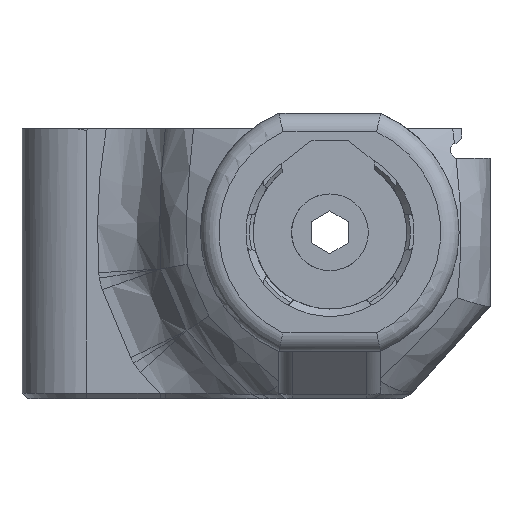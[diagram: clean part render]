
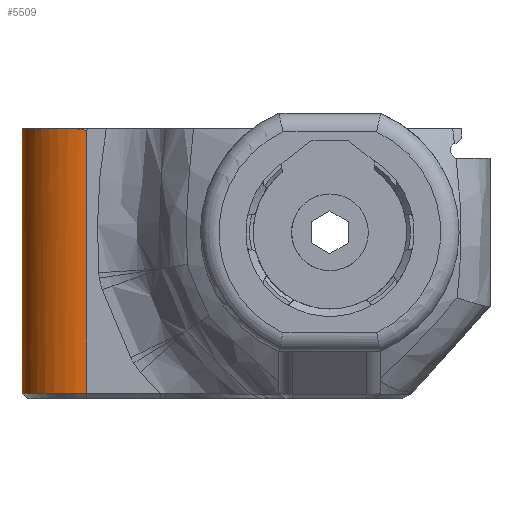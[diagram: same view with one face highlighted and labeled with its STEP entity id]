
A CAD part, front view. The second image highlights one B-rep face of the part: STEP entity #5509.
In plain terms, the highlighted cylindrical face has radius 3.5 mm (diameter 7 mm), a partial arc.
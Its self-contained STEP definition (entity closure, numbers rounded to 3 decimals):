
#407=ELLIPSE('',#5869,3.569,3.5);
#413=CIRCLE('',#5696,3.5);
#451=CIRCLE('',#5789,3.5);
#619=CYLINDRICAL_SURFACE('',#5868,3.5);
#826=FACE_OUTER_BOUND('',#1163,.T.);
#1163=EDGE_LOOP('',(#4373,#4374,#4375,#4376,#4377));
#1600=LINE('',#9534,#2001);
#1605=LINE('',#9961,#2006);
#2001=VECTOR('',#6716,10.);
#2006=VECTOR('',#6739,10.);
#2166=VERTEX_POINT('',#7440);
#2167=VERTEX_POINT('',#7442);
#2346=VERTEX_POINT('',#8624);
#2348=VERTEX_POINT('',#8629);
#2476=VERTEX_POINT('',#9959);
#2701=EDGE_CURVE('',#2167,#2166,#413,.T.);
#2954=EDGE_CURVE('',#2348,#2346,#451,.T.);
#3126=EDGE_CURVE('',#2166,#2346,#1600,.T.);
#3157=EDGE_CURVE('',#2348,#2476,#1605,.T.);
#3161=EDGE_CURVE('',#2476,#2167,#407,.T.);
#4373=ORIENTED_EDGE('',*,*,#2954,.F.);
#4374=ORIENTED_EDGE('',*,*,#3157,.T.);
#4375=ORIENTED_EDGE('',*,*,#3161,.T.);
#4376=ORIENTED_EDGE('',*,*,#2701,.T.);
#4377=ORIENTED_EDGE('',*,*,#3126,.T.);
#5509=ADVANCED_FACE('',(#826),#619,.T.);
#5696=AXIS2_PLACEMENT_3D('',#7443,#6162,#6163);
#5789=AXIS2_PLACEMENT_3D('',#8631,#6510,#6511);
#5868=AXIS2_PLACEMENT_3D('',#10022,#6747,#6748);
#5869=AXIS2_PLACEMENT_3D('',#10023,#6749,#6750);
#6162=DIRECTION('center_axis',(0.,0.,-1.));
#6163=DIRECTION('ref_axis',(-0.707,-0.707,0.));
#6510=DIRECTION('center_axis',(0.,0.,-1.));
#6511=DIRECTION('ref_axis',(-0.707,-0.707,0.));
#6716=DIRECTION('',(0.,0.,-1.));
#6739=DIRECTION('',(0.,0.,1.));
#6747=DIRECTION('center_axis',(0.,0.,-1.));
#6748=DIRECTION('ref_axis',(-0.707,-0.707,0.));
#6749=DIRECTION('center_axis',(-0.195,0.,
-0.981));
#6750=DIRECTION('ref_axis',(-0.981,0.,0.195));
#7440=CARTESIAN_POINT('',(-16.656,2.572,5.6));
#7442=CARTESIAN_POINT('',(-13.642,-0.894,5.6));
#7443=CARTESIAN_POINT('Origin',(-13.156,2.572,5.6));
#8624=CARTESIAN_POINT('',(-16.656,2.572,-8.7));
#8629=CARTESIAN_POINT('',(-13.156,-0.928,-8.7));
#8631=CARTESIAN_POINT('Origin',(-13.156,2.572,-8.7));
#9534=CARTESIAN_POINT('',(-16.656,2.572,-4.5));
#9959=CARTESIAN_POINT('',(-13.156,-0.928,5.504));
#9961=CARTESIAN_POINT('',(-13.156,-0.928,-4.5));
#10022=CARTESIAN_POINT('Origin',(-13.156,2.572,-4.5));
#10023=CARTESIAN_POINT('Origin',(-13.156,2.572,5.504));
